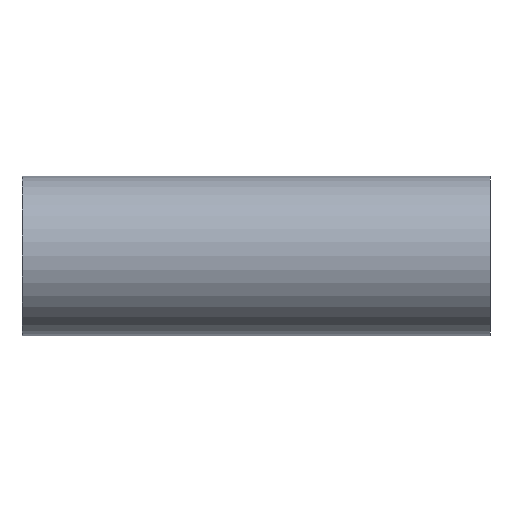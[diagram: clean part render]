
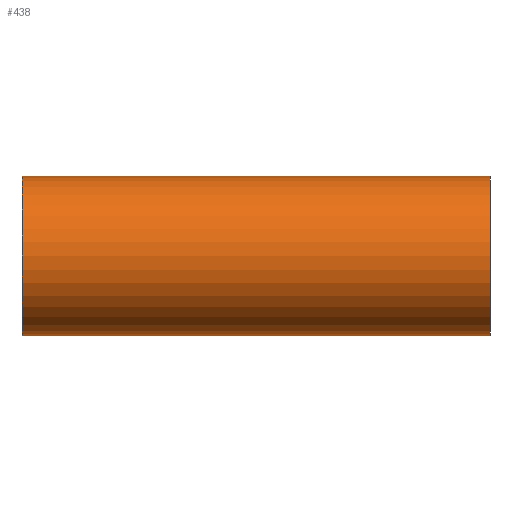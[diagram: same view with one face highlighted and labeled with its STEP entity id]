
A CAD part, left-side view. The second image highlights one B-rep face of the part: STEP entity #438.
In plain terms, the highlighted cylindrical face has radius 42.5 mm (diameter 85 mm), a partial arc.
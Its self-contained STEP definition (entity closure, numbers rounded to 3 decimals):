
#4 = AXIS2_PLACEMENT_3D ( 'NONE', #743, #737, #332 ) ;
#60 = CIRCLE ( 'NONE', #597, 42.5 ) ;
#99 = EDGE_CURVE ( 'NONE', #587, #308, #60, .T. ) ;
#107 = EDGE_CURVE ( 'NONE', #752, #391, #689, .T. ) ;
#119 = LINE ( 'NONE', #538, #122 ) ;
#122 = VECTOR ( 'NONE', #243, 1000. ) ;
#183 = EDGE_CURVE ( 'NONE', #587, #752, #119, .T. ) ;
#196 = CARTESIAN_POINT ( 'NONE',  ( 0., 250., 42.5 ) ) ;
#201 = EDGE_LOOP ( 'NONE', ( #275, #468, #549, #570 ) ) ;
#236 = CARTESIAN_POINT ( 'NONE',  ( 0., 250., -42.5 ) ) ;
#243 = DIRECTION ( 'NONE',  ( 0., -1., 0. ) ) ;
#255 = CARTESIAN_POINT ( 'NONE',  ( 0., 0., -42.5 ) ) ;
#275 = ORIENTED_EDGE ( 'NONE', *, *, #584, .F. ) ;
#284 = CARTESIAN_POINT ( 'NONE',  ( 0., 0., 42.5 ) ) ;
#288 = DIRECTION ( 'NONE',  ( 0., -1., 0. ) ) ;
#308 = VERTEX_POINT ( 'NONE', #196 ) ;
#332 = DIRECTION ( 'NONE',  ( 0., 0., -1. ) ) ;
#352 = CARTESIAN_POINT ( 'NONE',  ( 0., 0., 0. ) ) ;
#354 = VECTOR ( 'NONE', #288, 1000. ) ;
#391 = VERTEX_POINT ( 'NONE', #284 ) ;
#412 = DIRECTION ( 'NONE',  ( 0., 1., 0. ) ) ;
#416 = DIRECTION ( 'NONE',  ( 0., 1., 0. ) ) ;
#438 = ADVANCED_FACE ( 'NONE', ( #690 ), #568, .T. ) ;
#468 = ORIENTED_EDGE ( 'NONE', *, *, #99, .F. ) ;
#479 = CARTESIAN_POINT ( 'NONE',  ( 0., 250., 42.5 ) ) ;
#532 = DIRECTION ( 'NONE',  ( 0., 0., 1. ) ) ;
#536 = LINE ( 'NONE', #479, #354 ) ;
#538 = CARTESIAN_POINT ( 'NONE',  ( 0., 250., -42.5 ) ) ;
#545 = DIRECTION ( 'NONE',  ( 0., 0., 1. ) ) ;
#549 = ORIENTED_EDGE ( 'NONE', *, *, #183, .T. ) ;
#568 = CYLINDRICAL_SURFACE ( 'NONE', #4, 42.5 ) ;
#570 = ORIENTED_EDGE ( 'NONE', *, *, #107, .T. ) ;
#571 = AXIS2_PLACEMENT_3D ( 'NONE', #352, #416, #532 ) ;
#584 = EDGE_CURVE ( 'NONE', #308, #391, #536, .T. ) ;
#587 = VERTEX_POINT ( 'NONE', #236 ) ;
#597 = AXIS2_PLACEMENT_3D ( 'NONE', #709, #412, #545 ) ;
#689 = CIRCLE ( 'NONE', #571, 42.5 ) ;
#690 = FACE_OUTER_BOUND ( 'NONE', #201, .T. ) ;
#709 = CARTESIAN_POINT ( 'NONE',  ( 0., 250., 0. ) ) ;
#737 = DIRECTION ( 'NONE',  ( 0., -1., 0. ) ) ;
#743 = CARTESIAN_POINT ( 'NONE',  ( 0., 250., 0. ) ) ;
#752 = VERTEX_POINT ( 'NONE', #255 ) ;
